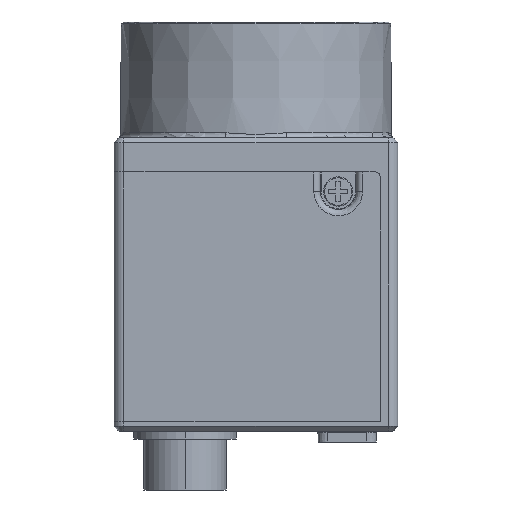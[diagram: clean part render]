
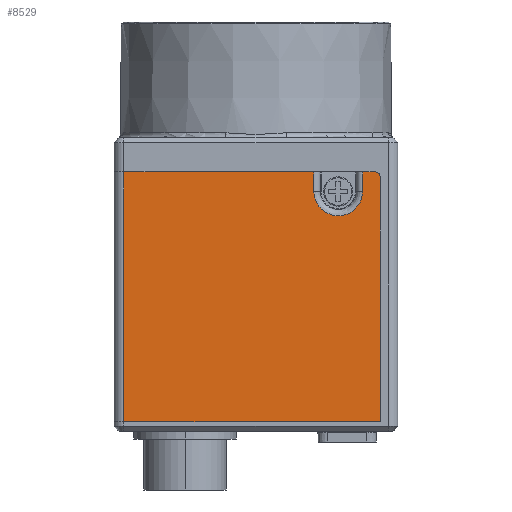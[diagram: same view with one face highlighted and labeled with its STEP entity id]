
A CAD part, left-side view. The second image highlights one B-rep face of the part: STEP entity #8529.
In plain terms, the highlighted planar face has unit normal (-1, 0, 0).
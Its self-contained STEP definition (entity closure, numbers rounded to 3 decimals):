
#113 = DIRECTION ( 'NONE',  ( 0., 0., 1. ) ) ;
#161 = DIRECTION ( 'NONE',  ( 0., 1., 0. ) ) ;
#188 = CARTESIAN_POINT ( 'NONE',  ( -14.5, -12.5, 9.382 ) ) ;
#323 = EDGE_CURVE ( 'NONE', #5319, #4713, #9453, .T. ) ;
#464 = ORIENTED_EDGE ( 'NONE', *, *, #11289, .F. ) ;
#789 = VERTEX_POINT ( 'NONE', #7176 ) ;
#831 = CARTESIAN_POINT ( 'NONE',  ( -14.5, -5.915, 7.382 ) ) ;
#937 = CARTESIAN_POINT ( 'NONE',  ( -14.5, -12.5, 9.132 ) ) ;
#1497 = VERTEX_POINT ( 'NONE', #12105 ) ;
#1597 = DIRECTION ( 'NONE',  ( 0., 0., -1. ) ) ;
#1618 = VECTOR ( 'NONE', #9809, 1000. ) ;
#1643 = VERTEX_POINT ( 'NONE', #10168 ) ;
#1951 = DIRECTION ( 'NONE',  ( 0., 0., 1. ) ) ;
#2103 = VERTEX_POINT ( 'NONE', #11275 ) ;
#2628 = CARTESIAN_POINT ( 'NONE',  ( -14.5, -10.885, 9.132 ) ) ;
#3099 = CARTESIAN_POINT ( 'NONE',  ( -14.5, 13.5, 9.132 ) ) ;
#3220 = VECTOR ( 'NONE', #1951, 1000. ) ;
#3913 = DIRECTION ( 'NONE',  ( 0., -1., 0. ) ) ;
#4031 = CARTESIAN_POINT ( 'NONE',  ( -14.5, -5.915, 9.132 ) ) ;
#4042 = ORIENTED_EDGE ( 'NONE', *, *, #9976, .F. ) ;
#4065 = CARTESIAN_POINT ( 'NONE',  ( -14.5, -12.7, 8.882 ) ) ;
#4313 = CIRCLE ( 'NONE', #9984, 0.5 ) ;
#4512 = CARTESIAN_POINT ( 'NONE',  ( -14.5, -12.7, 9.132 ) ) ;
#4713 = VERTEX_POINT ( 'NONE', #12723 ) ;
#4877 = DIRECTION ( 'NONE',  ( 0., 0., -1. ) ) ;
#4885 = LINE ( 'NONE', #188, #9861 ) ;
#5161 = ORIENTED_EDGE ( 'NONE', *, *, #8617, .F. ) ;
#5217 = AXIS2_PLACEMENT_3D ( 'NONE', #937, #5855, #15617 ) ;
#5319 = VERTEX_POINT ( 'NONE', #12286 ) ;
#5333 = EDGE_CURVE ( 'NONE', #1643, #1497, #6091, .T. ) ;
#5447 =( BOUNDED_CURVE ( )  B_SPLINE_CURVE ( 3, ( #831, #10664, #6963, #10590 ),
 .UNSPECIFIED., .F., .F. ) 
 B_SPLINE_CURVE_WITH_KNOTS ( ( 4, 4 ),
 ( 0., 1. ),
 .UNSPECIFIED. ) 
 CURVE ( )  GEOMETRIC_REPRESENTATION_ITEM ( )  RATIONAL_B_SPLINE_CURVE ( ( 1., 0.333, 0.333, 1. ) ) 
 REPRESENTATION_ITEM ( '' )  );
#5855 = DIRECTION ( 'NONE',  ( 1., 0., 0. ) ) ;
#6081 = CARTESIAN_POINT ( 'NONE',  ( -14.5, -12.2, 8.882 ) ) ;
#6091 = LINE ( 'NONE', #14873, #1618 ) ;
#6672 = ORIENTED_EDGE ( 'NONE', *, *, #323, .F. ) ;
#6963 = CARTESIAN_POINT ( 'NONE',  ( -14.5, -10.885, 2.412 ) ) ;
#7092 = VECTOR ( 'NONE', #13198, 1000. ) ;
#7176 = CARTESIAN_POINT ( 'NONE',  ( -14.5, -5.915, 7.382 ) ) ;
#7378 = EDGE_CURVE ( 'NONE', #11467, #2103, #13047, .T. ) ;
#7677 = VECTOR ( 'NONE', #161, 1000. ) ;
#8529 = ADVANCED_FACE ( 'NONE', ( #10534 ), #9644, .F. ) ;
#8617 = EDGE_CURVE ( 'NONE', #4713, #15876, #4885, .T. ) ;
#9453 = LINE ( 'NONE', #3099, #3220 ) ;
#9554 = ORIENTED_EDGE ( 'NONE', *, *, #5333, .F. ) ;
#9605 = ORIENTED_EDGE ( 'NONE', *, *, #7378, .F. ) ;
#9644 = PLANE ( 'NONE',  #5217 ) ;
#9740 = VECTOR ( 'NONE', #113, 1000. ) ;
#9809 = DIRECTION ( 'NONE',  ( 0., -1., 0. ) ) ;
#9861 = VECTOR ( 'NONE', #3913, 1000. ) ;
#9976 = EDGE_CURVE ( 'NONE', #14821, #1643, #13581, .T. ) ;
#9984 = AXIS2_PLACEMENT_3D ( 'NONE', #6081, #15922, #4877 ) ;
#10088 = LINE ( 'NONE', #11374, #7677 ) ;
#10168 = CARTESIAN_POINT ( 'NONE',  ( -14.5, -10.885, 9.382 ) ) ;
#10534 = FACE_OUTER_BOUND ( 'NONE', #15581, .T. ) ;
#10545 = VECTOR ( 'NONE', #1597, 1000. ) ;
#10590 = CARTESIAN_POINT ( 'NONE',  ( -14.5, -10.885, 7.382 ) ) ;
#10664 = CARTESIAN_POINT ( 'NONE',  ( -14.5, -5.915, 2.412 ) ) ;
#10754 = ORIENTED_EDGE ( 'NONE', *, *, #14330, .F. ) ;
#11275 = CARTESIAN_POINT ( 'NONE',  ( -14.5, -12.7, -16.118 ) ) ;
#11289 = EDGE_CURVE ( 'NONE', #1497, #11467, #4313, .T. ) ;
#11374 = CARTESIAN_POINT ( 'NONE',  ( -14.5, -12.5, -16.118 ) ) ;
#11467 = VERTEX_POINT ( 'NONE', #4065 ) ;
#12105 = CARTESIAN_POINT ( 'NONE',  ( -14.5, -12.2, 9.382 ) ) ;
#12286 = CARTESIAN_POINT ( 'NONE',  ( -14.5, 13.5, -16.118 ) ) ;
#12562 = LINE ( 'NONE', #4031, #10545 ) ;
#12723 = CARTESIAN_POINT ( 'NONE',  ( -14.5, 13.5, 9.382 ) ) ;
#12917 = EDGE_CURVE ( 'NONE', #2103, #5319, #10088, .T. ) ;
#13047 = LINE ( 'NONE', #4512, #7092 ) ;
#13198 = DIRECTION ( 'NONE',  ( 0., 0., -1. ) ) ;
#13581 = LINE ( 'NONE', #2628, #9740 ) ;
#13735 = EDGE_CURVE ( 'NONE', #789, #14821, #5447, .T. ) ;
#14231 = CARTESIAN_POINT ( 'NONE',  ( -14.5, -5.915, 9.382 ) ) ;
#14330 = EDGE_CURVE ( 'NONE', #15876, #789, #12562, .T. ) ;
#14714 = CARTESIAN_POINT ( 'NONE',  ( -14.5, -10.885, 7.382 ) ) ;
#14821 = VERTEX_POINT ( 'NONE', #14714 ) ;
#14873 = CARTESIAN_POINT ( 'NONE',  ( -14.5, -12.5, 9.382 ) ) ;
#15140 = ORIENTED_EDGE ( 'NONE', *, *, #13735, .F. ) ;
#15537 = ORIENTED_EDGE ( 'NONE', *, *, #12917, .F. ) ;
#15581 = EDGE_LOOP ( 'NONE', ( #5161, #6672, #15537, #9605, #464, #9554, #4042, #15140, #10754 ) ) ;
#15617 = DIRECTION ( 'NONE',  ( 0., 0., -1. ) ) ;
#15876 = VERTEX_POINT ( 'NONE', #14231 ) ;
#15922 = DIRECTION ( 'NONE',  ( 1., 0., 0. ) ) ;
